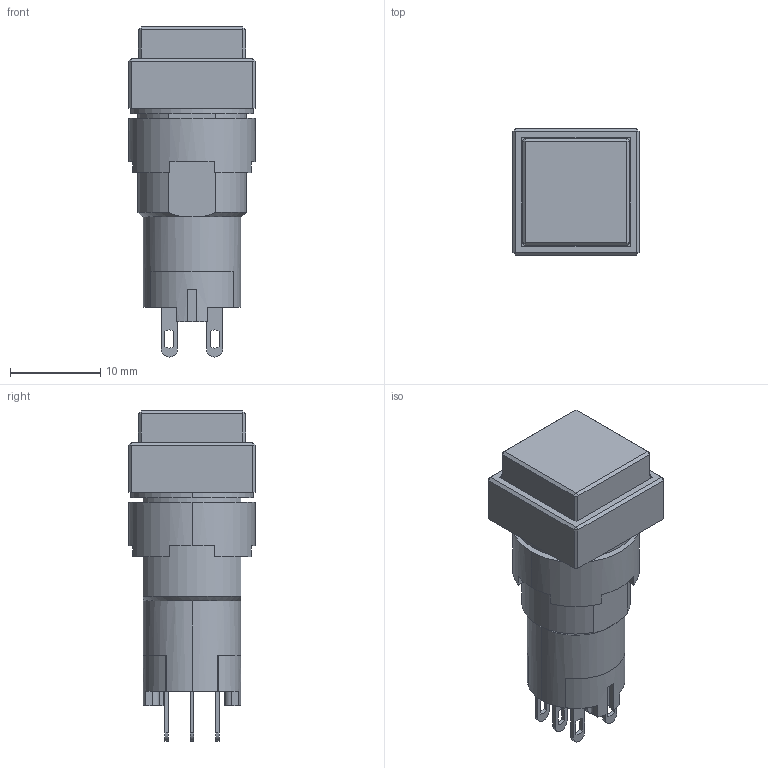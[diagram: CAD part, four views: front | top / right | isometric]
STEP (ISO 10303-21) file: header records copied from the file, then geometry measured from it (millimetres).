
FILE_DESCRIPTION (( 'STEP AP214' ), '1' );
FILE_NAME ('13_AB2Q-[M][A]2(P)$.STEP', '2020-10-26T01:37:42', ( 'IDEC' ), ( 'IDEC' ), 'SwSTEP 2.0', 'SolidWorks 2019', '' );
FILE_SCHEMA (( 'AUTOMOTIVE_DESIGN' ));
Length unit declared in the file: millimetre
Products named in the file (5): A2-NONILL-BASE_2C; A2-OPERATOR-Q; A2-LOCK-NUT; 13_AB2Q-[M][A]2(P)$; A2-BODY-Q
Assembly tree (4 placements, depth 2):
  13_AB2Q-[M][A]2(P)$
    A2-BODY-Q
    A2-OPERATOR-Q
    A2-NONILL-BASE_2C
    A2-LOCK-NUT
Bounding box: 14 x 14 x 36.5 mm (x, y, z)
Volume: 3763.9 mm3; surface area: 3166.1 mm2
Topology: 4 solids, 4 shells, 207 faces, 547 edges, 355 vertices
Faces by surface type: plane 145, cylinder 57, cone 5
Entity records: 6620 total; most frequent: CARTESIAN_POINT 1152, DIRECTION 1108, ORIENTED_EDGE 1094, EDGE_CURVE 547, LINE 390, VECTOR 390, AXIS2_PLACEMENT_3D 359, VERTEX_POINT 355
